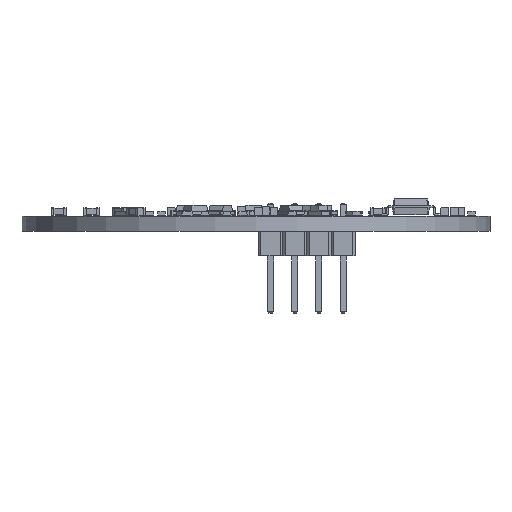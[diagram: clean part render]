
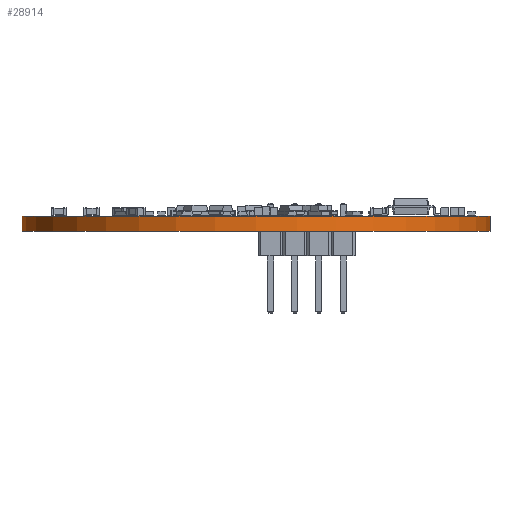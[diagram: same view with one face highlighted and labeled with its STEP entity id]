
A CAD part, front view. The second image highlights one B-rep face of the part: STEP entity #28914.
In plain terms, the highlighted cylindrical face has radius 24.558 mm (diameter 49.117 mm), a full revolution.
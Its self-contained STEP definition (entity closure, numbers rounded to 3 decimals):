
#28914 = ADVANCED_FACE('',(#28915),#28929,.T.);
#28915 = FACE_BOUND('',#28916,.F.);
#28916 = EDGE_LOOP('',(#28917,#28947,#28974,#28975));
#28917 = ORIENTED_EDGE('',*,*,#28918,.T.);
#28918 = EDGE_CURVE('',#28919,#28921,#28923,.T.);
#28919 = VERTEX_POINT('',#28920);
#28920 = CARTESIAN_POINT('',(24.812,0.508,0.));
#28921 = VERTEX_POINT('',#28922);
#28922 = CARTESIAN_POINT('',(24.812,0.508,1.6));
#28923 = SEAM_CURVE('',#28924,(#28928,#28940),.PCURVE_S1.);
#28924 = LINE('',#28925,#28926);
#28925 = CARTESIAN_POINT('',(24.812,0.508,0.));
#28926 = VECTOR('',#28927,1.);
#28927 = DIRECTION('',(0.,0.,1.));
#28928 = PCURVE('',#28929,#28934);
#28929 = CYLINDRICAL_SURFACE('',#28930,24.558);
#28930 = AXIS2_PLACEMENT_3D('',#28931,#28932,#28933);
#28931 = CARTESIAN_POINT('',(0.254,0.508,0.));
#28932 = DIRECTION('',(-0.,-0.,-1.));
#28933 = DIRECTION('',(1.,0.,-0.));
#28934 = DEFINITIONAL_REPRESENTATION('',(#28935),#28939);
#28935 = LINE('',#28936,#28937);
#28936 = CARTESIAN_POINT('',(-0.,0.));
#28937 = VECTOR('',#28938,1.);
#28938 = DIRECTION('',(-0.,-1.));
#28939 = ( GEOMETRIC_REPRESENTATION_CONTEXT(2) 
PARAMETRIC_REPRESENTATION_CONTEXT() REPRESENTATION_CONTEXT('2D SPACE',''
  ) );
#28940 = PCURVE('',#28929,#28941);
#28941 = DEFINITIONAL_REPRESENTATION('',(#28942),#28946);
#28942 = LINE('',#28943,#28944);
#28943 = CARTESIAN_POINT('',(-6.283,0.));
#28944 = VECTOR('',#28945,1.);
#28945 = DIRECTION('',(-0.,-1.));
#28946 = ( GEOMETRIC_REPRESENTATION_CONTEXT(2) 
PARAMETRIC_REPRESENTATION_CONTEXT() REPRESENTATION_CONTEXT('2D SPACE',''
  ) );
#28947 = ORIENTED_EDGE('',*,*,#28948,.T.);
#28948 = EDGE_CURVE('',#28921,#28921,#28949,.T.);
#28949 = SURFACE_CURVE('',#28950,(#28955,#28962),.PCURVE_S1.);
#28950 = CIRCLE('',#28951,24.558);
#28951 = AXIS2_PLACEMENT_3D('',#28952,#28953,#28954);
#28952 = CARTESIAN_POINT('',(0.254,0.508,1.6));
#28953 = DIRECTION('',(0.,0.,1.));
#28954 = DIRECTION('',(1.,0.,-0.));
#28955 = PCURVE('',#28929,#28956);
#28956 = DEFINITIONAL_REPRESENTATION('',(#28957),#28961);
#28957 = LINE('',#28958,#28959);
#28958 = CARTESIAN_POINT('',(-0.,-1.6));
#28959 = VECTOR('',#28960,1.);
#28960 = DIRECTION('',(-1.,0.));
#28961 = ( GEOMETRIC_REPRESENTATION_CONTEXT(2) 
PARAMETRIC_REPRESENTATION_CONTEXT() REPRESENTATION_CONTEXT('2D SPACE',''
  ) );
#28962 = PCURVE('',#28963,#28968);
#28963 = PLANE('',#28964);
#28964 = AXIS2_PLACEMENT_3D('',#28965,#28966,#28967);
#28965 = CARTESIAN_POINT('',(0.254,0.508,1.6));
#28966 = DIRECTION('',(0.,0.,1.));
#28967 = DIRECTION('',(1.,0.,-0.));
#28968 = DEFINITIONAL_REPRESENTATION('',(#28969),#28973);
#28969 = CIRCLE('',#28970,24.558);
#28970 = AXIS2_PLACEMENT_2D('',#28971,#28972);
#28971 = CARTESIAN_POINT('',(0.,0.));
#28972 = DIRECTION('',(1.,0.));
#28973 = ( GEOMETRIC_REPRESENTATION_CONTEXT(2) 
PARAMETRIC_REPRESENTATION_CONTEXT() REPRESENTATION_CONTEXT('2D SPACE',''
  ) );
#28974 = ORIENTED_EDGE('',*,*,#28918,.F.);
#28975 = ORIENTED_EDGE('',*,*,#28976,.F.);
#28976 = EDGE_CURVE('',#28919,#28919,#28977,.T.);
#28977 = SURFACE_CURVE('',#28978,(#28983,#28990),.PCURVE_S1.);
#28978 = CIRCLE('',#28979,24.558);
#28979 = AXIS2_PLACEMENT_3D('',#28980,#28981,#28982);
#28980 = CARTESIAN_POINT('',(0.254,0.508,0.));
#28981 = DIRECTION('',(0.,0.,1.));
#28982 = DIRECTION('',(1.,0.,-0.));
#28983 = PCURVE('',#28929,#28984);
#28984 = DEFINITIONAL_REPRESENTATION('',(#28985),#28989);
#28985 = LINE('',#28986,#28987);
#28986 = CARTESIAN_POINT('',(-0.,0.));
#28987 = VECTOR('',#28988,1.);
#28988 = DIRECTION('',(-1.,0.));
#28989 = ( GEOMETRIC_REPRESENTATION_CONTEXT(2) 
PARAMETRIC_REPRESENTATION_CONTEXT() REPRESENTATION_CONTEXT('2D SPACE',''
  ) );
#28990 = PCURVE('',#28991,#28996);
#28991 = PLANE('',#28992);
#28992 = AXIS2_PLACEMENT_3D('',#28993,#28994,#28995);
#28993 = CARTESIAN_POINT('',(0.254,0.508,0.));
#28994 = DIRECTION('',(0.,0.,1.));
#28995 = DIRECTION('',(1.,0.,-0.));
#28996 = DEFINITIONAL_REPRESENTATION('',(#28997),#29001);
#28997 = CIRCLE('',#28998,24.558);
#28998 = AXIS2_PLACEMENT_2D('',#28999,#29000);
#28999 = CARTESIAN_POINT('',(0.,0.));
#29000 = DIRECTION('',(1.,0.));
#29001 = ( GEOMETRIC_REPRESENTATION_CONTEXT(2) 
PARAMETRIC_REPRESENTATION_CONTEXT() REPRESENTATION_CONTEXT('2D SPACE',''
  ) );
